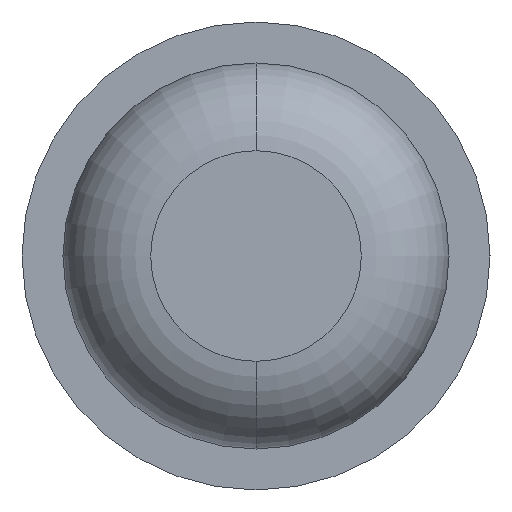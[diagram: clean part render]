
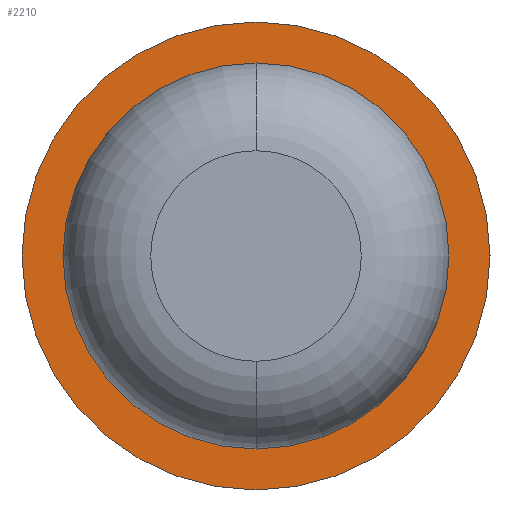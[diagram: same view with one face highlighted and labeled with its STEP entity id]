
A CAD part, front view. The second image highlights one B-rep face of the part: STEP entity #2210.
In plain terms, the highlighted planar face has unit normal (0, -1, 0).
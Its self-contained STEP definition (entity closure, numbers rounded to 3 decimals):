
#72 = DIRECTION ( 'NONE',  ( 0., 1., 0. ) ) ;
#92 = CIRCLE ( 'NONE', #609, 1. ) ;
#362 = CARTESIAN_POINT ( 'NONE',  ( -1., -3., 0. ) ) ;
#376 = CARTESIAN_POINT ( 'NONE',  ( 0., -3., -1. ) ) ;
#498 = CARTESIAN_POINT ( 'NONE',  ( 0., -3., 0. ) ) ;
#506 = CIRCLE ( 'NONE', #2192, 1. ) ;
#609 = AXIS2_PLACEMENT_3D ( 'NONE', #1068, #1591, #1905 ) ;
#638 = CIRCLE ( 'NONE', #3352, 0.825 ) ;
#702 = EDGE_LOOP ( 'NONE', ( #2043, #2951 ) ) ;
#816 = DIRECTION ( 'NONE',  ( 0., 0., -1. ) ) ;
#1022 = DIRECTION ( 'NONE',  ( 0., 0., -1. ) ) ;
#1068 = CARTESIAN_POINT ( 'NONE',  ( 0., -3., 0. ) ) ;
#1091 = CARTESIAN_POINT ( 'NONE',  ( 0., -3., 0. ) ) ;
#1176 = DIRECTION ( 'NONE',  ( 0., -1., 0. ) ) ;
#1214 = VERTEX_POINT ( 'NONE', #2587 ) ;
#1294 = CARTESIAN_POINT ( 'NONE',  ( 0., -3., 0. ) ) ;
#1591 = DIRECTION ( 'NONE',  ( 0., 1., 0. ) ) ;
#1614 = DIRECTION ( 'NONE',  ( 0., 0., 1. ) ) ;
#1714 = EDGE_LOOP ( 'NONE', ( #3259, #2707 ) ) ;
#1805 = VERTEX_POINT ( 'NONE', #376 ) ;
#1905 = DIRECTION ( 'NONE',  ( 0., 0., 1. ) ) ;
#1940 = DIRECTION ( 'NONE',  ( 0., 0., -1. ) ) ;
#1976 = AXIS2_PLACEMENT_3D ( 'NONE', #362, #1176, #1940 ) ;
#2043 = ORIENTED_EDGE ( 'NONE', *, *, #2997, .F. ) ;
#2064 = AXIS2_PLACEMENT_3D ( 'NONE', #498, #3074, #1022 ) ;
#2192 = AXIS2_PLACEMENT_3D ( 'NONE', #1091, #72, #1614 ) ;
#2210 = ADVANCED_FACE ( 'Defeature ausgef�hrt1_4', ( #2827, #2669 ), #2742, .T. ) ;
#2567 = CIRCLE ( 'NONE', #2064, 0.825 ) ;
#2582 = DIRECTION ( 'NONE',  ( 0., -1., 0. ) ) ;
#2587 = CARTESIAN_POINT ( 'NONE',  ( 0., -3., 0.825 ) ) ;
#2669 = FACE_OUTER_BOUND ( 'NONE', #702, .T. ) ;
#2707 = ORIENTED_EDGE ( 'NONE', *, *, #2835, .F. ) ;
#2739 = VERTEX_POINT ( 'NONE', #2740 ) ;
#2740 = CARTESIAN_POINT ( 'NONE',  ( 0., -3., -0.825 ) ) ;
#2742 = PLANE ( 'NONE',  #1976 ) ;
#2758 = CARTESIAN_POINT ( 'NONE',  ( 0., -3., 1. ) ) ;
#2827 = FACE_BOUND ( 'NONE', #1714, .T. ) ;
#2835 = EDGE_CURVE ( 'Defeature ausgef�hrt1_1+Defeature ausgef�hrt1_4+Defeature ausgef�hrt1_4+Defeature ausgef�hrt1_4', #2739, #1214, #638, .T. ) ;
#2951 = ORIENTED_EDGE ( 'NONE', *, *, #3016, .F. ) ;
#2997 = EDGE_CURVE ( 'Defeature ausgef�hrt1_5+Defeature ausgef�hrt1_4+Defeature ausgef�hrt1_4+Defeature ausgef�hrt1_4', #3233, #1805, #92, .T. ) ;
#3016 = EDGE_CURVE ( 'Defeature ausgef�hrt1_5+Defeature ausgef�hrt1_4+Defeature ausgef�hrt1_4+Defeature ausgef�hrt1_4', #1805, #3233, #506, .T. ) ;
#3074 = DIRECTION ( 'NONE',  ( 0., -1., 0. ) ) ;
#3233 = VERTEX_POINT ( 'NONE', #2758 ) ;
#3259 = ORIENTED_EDGE ( 'NONE', *, *, #3310, .F. ) ;
#3310 = EDGE_CURVE ( 'Defeature ausgef�hrt1_1+Defeature ausgef�hrt1_4+Defeature ausgef�hrt1_4+Defeature ausgef�hrt1_4', #1214, #2739, #2567, .T. ) ;
#3352 = AXIS2_PLACEMENT_3D ( 'NONE', #1294, #2582, #816 ) ;
